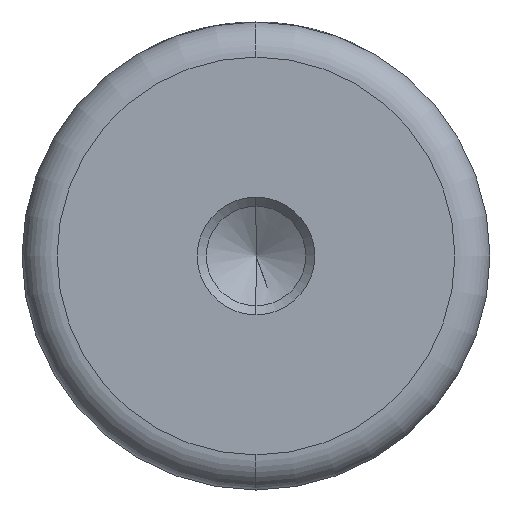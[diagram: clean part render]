
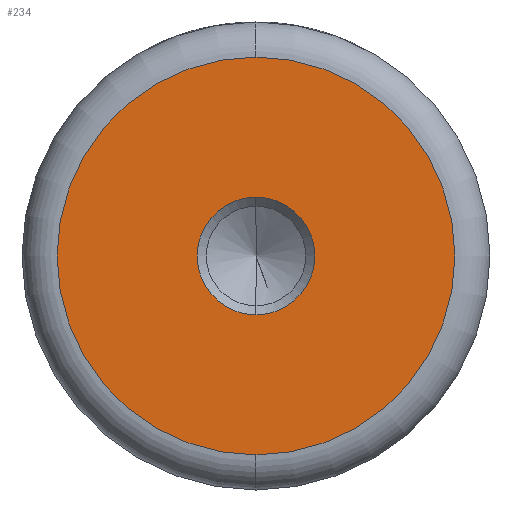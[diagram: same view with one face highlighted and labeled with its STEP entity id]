
A CAD part, left-side view. The second image highlights one B-rep face of the part: STEP entity #234.
In plain terms, the highlighted planar face has unit normal (-1, 0, 0).
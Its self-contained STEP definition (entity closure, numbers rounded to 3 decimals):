
#5 = EDGE_CURVE ( 'NONE', #27, #12, #205, .T. ) ;
#12 = VERTEX_POINT ( 'NONE', #572 ) ;
#14 = CARTESIAN_POINT ( 'NONE',  ( 0., 0., 0. ) ) ;
#27 = VERTEX_POINT ( 'NONE', #673 ) ;
#103 = EDGE_CURVE ( 'NONE', #889, #643, #107, .T. ) ;
#107 = CIRCLE ( 'NONE', #769, 5.025 ) ;
#112 = DIRECTION ( 'NONE',  ( 0., 0., 1. ) ) ;
#138 = EDGE_LOOP ( 'NONE', ( #469, #545 ) ) ;
#146 = DIRECTION ( 'NONE',  ( 0., 0., 1. ) ) ;
#205 = CIRCLE ( 'NONE', #696, 17. ) ;
#234 = ADVANCED_FACE ( 'NONE', ( #1095, #884 ), #258, .T. ) ;
#238 = CIRCLE ( 'NONE', #1195, 5.025 ) ;
#258 = PLANE ( 'NONE',  #1008 ) ;
#368 = DIRECTION ( 'NONE',  ( 0., 0., 1. ) ) ;
#453 = CARTESIAN_POINT ( 'NONE',  ( 0., 0., -5.025 ) ) ;
#459 = DIRECTION ( 'NONE',  ( -1., 0., 0. ) ) ;
#469 = ORIENTED_EDGE ( 'NONE', *, *, #1086, .T. ) ;
#545 = ORIENTED_EDGE ( 'NONE', *, *, #5, .T. ) ;
#572 = CARTESIAN_POINT ( 'NONE',  ( 0., 0., 17. ) ) ;
#643 = VERTEX_POINT ( 'NONE', #1215 ) ;
#673 = CARTESIAN_POINT ( 'NONE',  ( 0., 0., -17. ) ) ;
#684 = DIRECTION ( 'NONE',  ( -1., 0., 0. ) ) ;
#687 = AXIS2_PLACEMENT_3D ( 'NONE', #1338, #684, #1446 ) ;
#696 = AXIS2_PLACEMENT_3D ( 'NONE', #1105, #459, #1216 ) ;
#700 = CARTESIAN_POINT ( 'NONE',  ( 0., 0., 0. ) ) ;
#769 = AXIS2_PLACEMENT_3D ( 'NONE', #1442, #787, #112 ) ;
#787 = DIRECTION ( 'NONE',  ( -1., 0., 0. ) ) ;
#811 = DIRECTION ( 'NONE',  ( -1., 0., 0. ) ) ;
#884 = FACE_OUTER_BOUND ( 'NONE', #138, .T. ) ;
#889 = VERTEX_POINT ( 'NONE', #453 ) ;
#1008 = AXIS2_PLACEMENT_3D ( 'NONE', #700, #1018, #368 ) ;
#1018 = DIRECTION ( 'NONE',  ( -1., 0., 0. ) ) ;
#1086 = EDGE_CURVE ( 'NONE', #12, #27, #1146, .T. ) ;
#1095 = FACE_BOUND ( 'NONE', #1330, .T. ) ;
#1105 = CARTESIAN_POINT ( 'NONE',  ( 0., 0., 0. ) ) ;
#1146 = CIRCLE ( 'NONE', #687, 17. ) ;
#1149 = ORIENTED_EDGE ( 'NONE', *, *, #103, .F. ) ;
#1174 = EDGE_CURVE ( 'NONE', #643, #889, #238, .T. ) ;
#1195 = AXIS2_PLACEMENT_3D ( 'NONE', #14, #811, #146 ) ;
#1215 = CARTESIAN_POINT ( 'NONE',  ( 0., 0., 5.025 ) ) ;
#1216 = DIRECTION ( 'NONE',  ( 0., 0., 1. ) ) ;
#1304 = ORIENTED_EDGE ( 'NONE', *, *, #1174, .F. ) ;
#1330 = EDGE_LOOP ( 'NONE', ( #1304, #1149 ) ) ;
#1338 = CARTESIAN_POINT ( 'NONE',  ( 0., 0., 0. ) ) ;
#1442 = CARTESIAN_POINT ( 'NONE',  ( 0., 0., 0. ) ) ;
#1446 = DIRECTION ( 'NONE',  ( 0., 0., 1. ) ) ;
